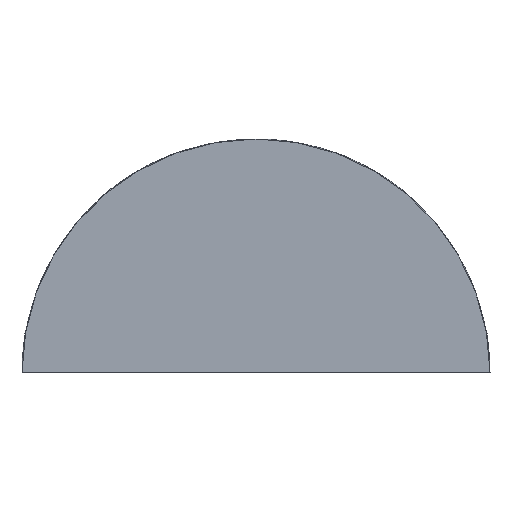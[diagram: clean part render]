
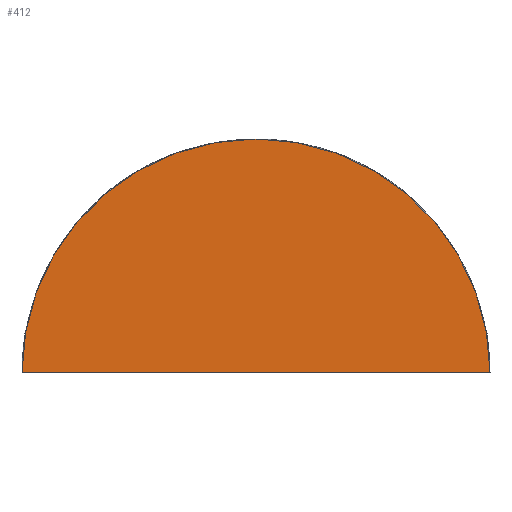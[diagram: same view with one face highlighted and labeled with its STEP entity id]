
A CAD part, left-side view. The second image highlights one B-rep face of the part: STEP entity #412.
In plain terms, the highlighted planar face has unit normal (-1, 0, 0).
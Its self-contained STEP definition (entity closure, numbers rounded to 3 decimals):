
#172=CARTESIAN_POINT('',(-45.0,5.5,0.0));
#173=VERTEX_POINT('',#172);
#180=CARTESIAN_POINT('',(-45.0,-5.5,0.0));
#181=VERTEX_POINT('',#180);
#182=CARTESIAN_POINT('',(-45.0,0.0,0.0));
#183=DIRECTION('',(1.0,0.0,0.0));
#184=DIRECTION('',(0.0,1.0,0.0));
#185=AXIS2_PLACEMENT_3D('',#182,#183,#184);
#186=CIRCLE('',#185,5.5);
#187=EDGE_CURVE('',#173,#181,#186,.T.);
#398=CARTESIAN_POINT('',(-45.0,0.0,0.0));
#399=DIRECTION('',(1.0,0.0,0.0));
#400=DIRECTION('',(0.0,0.0,-1.0));
#401=AXIS2_PLACEMENT_3D('',#398,#399,#400);
#402=PLANE('',#401);
#403=CARTESIAN_POINT('',(-45.0,5.5,0.0));
#404=DIRECTION('',(0.0,-1.0,0.0));
#405=VECTOR('',#404,11.);
#406=LINE('',#403,#405);
#407=EDGE_CURVE('',#173,#181,#406,.T.);
#408=ORIENTED_EDGE('',*,*,#407,.T.);
#409=ORIENTED_EDGE('',*,*,#187,.F.);
#410=EDGE_LOOP('',(#408,#409));
#411=FACE_OUTER_BOUND('',#410,.T.);
#412=ADVANCED_FACE('',(#411),#402,.F.);
